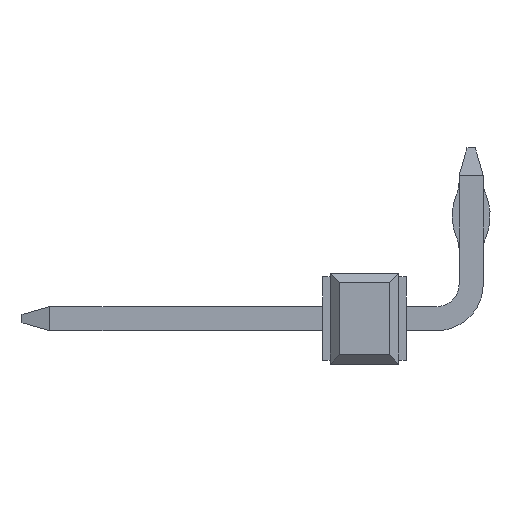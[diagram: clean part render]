
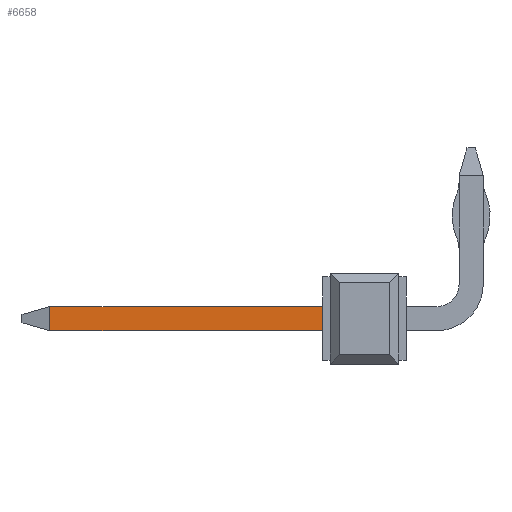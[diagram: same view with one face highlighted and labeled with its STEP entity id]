
A CAD part, left-side view. The second image highlights one B-rep face of the part: STEP entity #6658.
In plain terms, the highlighted planar face has unit normal (-1, 0, 0).
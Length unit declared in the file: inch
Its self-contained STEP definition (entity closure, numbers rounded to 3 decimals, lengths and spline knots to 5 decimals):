
#2233=DIRECTION('',(0.,0.,-1.));
#2234=VECTOR('',#2233,0.026);
#2235=CARTESIAN_POINT('',(-0.263,0.339,0.013));
#2236=LINE('',#2235,#2234);
#2237=DIRECTION('',(0.,-1.,0.));
#2238=VECTOR('',#2237,0.294);
#2239=CARTESIAN_POINT('',(-0.263,0.339,0.013));
#2240=LINE('',#2239,#2238);
#2241=DIRECTION('',(0.,1.,0.));
#2242=VECTOR('',#2241,0.294);
#2243=CARTESIAN_POINT('',(-0.263,0.045,-0.013));
#2244=LINE('',#2243,#2242);
#2429=DIRECTION('',(0.,0.,-1.));
#2430=VECTOR('',#2429,0.026);
#2431=CARTESIAN_POINT('',(-0.263,0.045,0.013));
#2432=LINE('',#2431,#2430);
#3249=CARTESIAN_POINT('',(-0.263,0.045,0.013));
#3250=CARTESIAN_POINT('',(-0.263,0.045,-0.013));
#3251=VERTEX_POINT('',#3249);
#3252=VERTEX_POINT('',#3250);
#3270=CARTESIAN_POINT('',(-0.263,0.339,0.013));
#3272=VERTEX_POINT('',#3270);
#3286=CARTESIAN_POINT('',(-0.263,0.339,-0.013));
#3288=VERTEX_POINT('',#3286);
#6643=CARTESIAN_POINT('',(-0.263,0.,0.));
#6644=DIRECTION('',(1.,0.,0.));
#6645=DIRECTION('',(0.,0.,-1.));
#6646=AXIS2_PLACEMENT_3D('',#6643,#6644,#6645);
#6647=PLANE('',#6646);
#6649=ORIENTED_EDGE('',*,*,#6648,.F.);
#6651=ORIENTED_EDGE('',*,*,#6650,.T.);
#6653=ORIENTED_EDGE('',*,*,#6652,.T.);
#6655=ORIENTED_EDGE('',*,*,#6654,.T.);
#6656=EDGE_LOOP('',(#6649,#6651,#6653,#6655));
#6657=FACE_OUTER_BOUND('',#6656,.F.);
#6658=ADVANCED_FACE('',(#6657),#6647,.F.);
#6648=EDGE_CURVE('',#3272,#3288,#2236,.T.);
#6650=EDGE_CURVE('',#3272,#3251,#2240,.T.);
#6652=EDGE_CURVE('',#3251,#3252,#2432,.T.);
#6654=EDGE_CURVE('',#3252,#3288,#2244,.T.);
